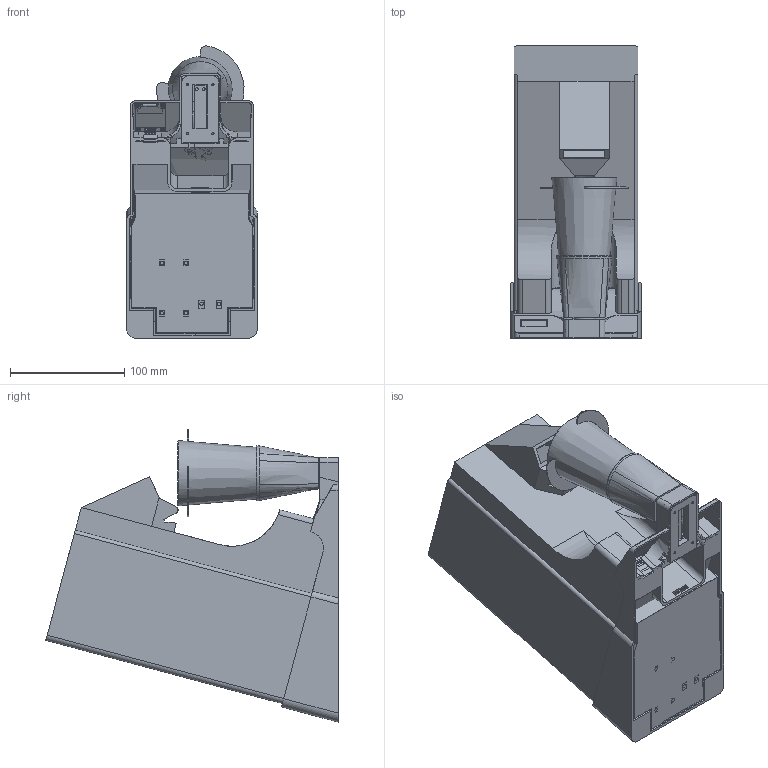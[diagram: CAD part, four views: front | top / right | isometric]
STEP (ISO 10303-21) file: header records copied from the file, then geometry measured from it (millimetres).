
FILE_DESCRIPTION(/* description */ (''),/* implementation_level */ '2;1');
FILE_NAME(/* name */ 'libre_mod.step',/* time_stamp */ '2023-11-24T10:42:46+01:00',/* author */ (''),/* organization */ (''),/* preprocessor_version */ 'ST-DEVELOPER v20',/* originating_system */ 'Autodesk Translation Framework v12.14.0.127',/* authorisation */ '');
FILE_SCHEMA (('AUTOMOTIVE_DESIGN { 1 0 10303 214 3 1 1 }'));
Length unit declared in the file: millimetre
Products named in the file (9): libre_mod; base; new_dosing_cup; load_cell; Mignon MCI (MG50E); adapter; dosing_cup_auflager; OLED-128x64-0.96; electronics_case
Assembly tree (8 placements, depth 3):
  libre_mod
    base
      new_dosing_cup
      load_cell
    Mignon MCI (MG50E)
    adapter
    dosing_cup_auflager
    OLED-128x64-0.96
    electronics_case
Bounding box: 114 x 255.47 x 255.32 mm (x, y, z)
Volume: 3213662 mm3; surface area: 326293.1 mm2
Topology: 21 solids, 25 shells, 730 faces, 1961 edges, 1327 vertices
Faces by surface type: plane 480, cylinder 144, bspline 94, cone 9, torus 3
Full cylindrical faces by diameter (mm): 1 x4, 1.8 x4, 2 x10, 2.529 x6, 3 x6, 3.6 x6, 4 x4, 6 x5, 20 x1, 24 x1
Entity records: 26439 total; most frequent: CARTESIAN_POINT 7811, ORIENTED_EDGE 3926, DIRECTION 3331, EDGE_CURVE 1963, LINE 1375, VECTOR 1375, VERTEX_POINT 1329, AXIS2_PLACEMENT_3D 978
